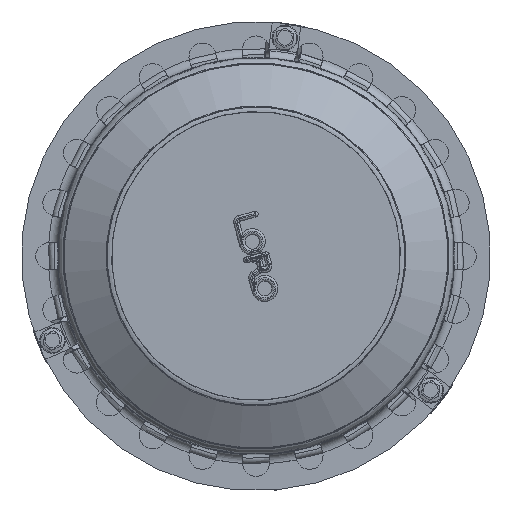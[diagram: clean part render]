
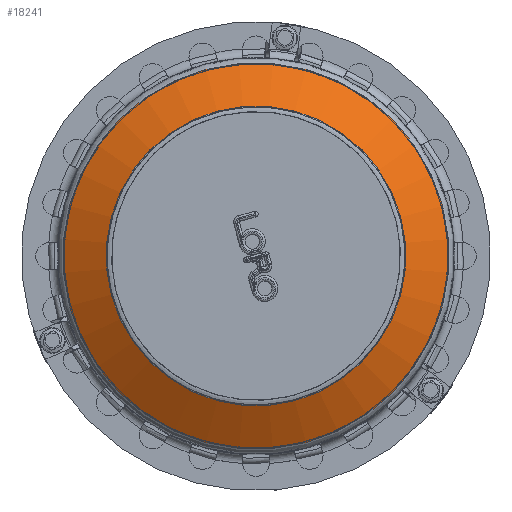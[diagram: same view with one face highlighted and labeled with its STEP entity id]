
A CAD part, top view. The second image highlights one B-rep face of the part: STEP entity #18241.
In plain terms, the highlighted conical face has half-angle 59.744 degrees and reference radius 95.035 mm.
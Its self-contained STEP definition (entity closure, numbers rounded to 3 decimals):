
#2423=FACE_OUTER_BOUND('',#3822,.T.);
#3822=EDGE_LOOP('',(#14482,#14483,#14484,#14485,#14486,#14487));
#5231=CIRCLE('',#22601,83.046);
#5234=CIRCLE('',#22604,83.046);
#5235=CIRCLE('',#22606,107.023);
#5236=CIRCLE('',#22607,107.023);
#6940=VERTEX_POINT('',#40536);
#6941=VERTEX_POINT('',#40537);
#6943=VERTEX_POINT('',#40544);
#6944=VERTEX_POINT('',#40545);
#9568=EDGE_CURVE('',#6940,#6941,#5231,.T.);
#9571=EDGE_CURVE('',#6941,#6940,#5234,.T.);
#9572=EDGE_CURVE('',#6943,#6944,#5235,.T.);
#9573=EDGE_CURVE('',#6944,#6943,#5236,.T.);
#9574=EDGE_CURVE('',#6944,#6941,#19529,.T.);
#14482=ORIENTED_EDGE('',*,*,#9572,.F.);
#14483=ORIENTED_EDGE('',*,*,#9573,.F.);
#14484=ORIENTED_EDGE('',*,*,#9574,.T.);
#14485=ORIENTED_EDGE('',*,*,#9571,.T.);
#14486=ORIENTED_EDGE('',*,*,#9568,.T.);
#14487=ORIENTED_EDGE('',*,*,#9574,.F.);
#17247=CONICAL_SURFACE('',#22605,95.035,1.043);
#18241=ADVANCED_FACE('',(#2423),#17247,.T.);
#19529=LINE('',#40548,#20587);
#20587=VECTOR('',#27613,95.035);
#22601=AXIS2_PLACEMENT_3D('',#40538,#27599,#27600);
#22604=AXIS2_PLACEMENT_3D('',#40542,#27605,#27606);
#22605=AXIS2_PLACEMENT_3D('',#40543,#27607,#27608);
#22606=AXIS2_PLACEMENT_3D('',#40546,#27609,#27610);
#22607=AXIS2_PLACEMENT_3D('',#40547,#27611,#27612);
#27599=DIRECTION('center_axis',(0.,0.,
-1.));
#27600=DIRECTION('ref_axis',(0.259,-0.966,0.));
#27605=DIRECTION('center_axis',(0.,0.,
-1.));
#27606=DIRECTION('ref_axis',(0.259,-0.966,0.));
#27607=DIRECTION('center_axis',(0.,0.,
-1.));
#27608=DIRECTION('ref_axis',(-0.259,0.966,0.));
#27609=DIRECTION('center_axis',(0.,0.,
-1.));
#27610=DIRECTION('ref_axis',(0.259,-0.966,0.));
#27611=DIRECTION('center_axis',(0.,0.,
-1.));
#27612=DIRECTION('ref_axis',(0.259,-0.966,0.));
#27613=DIRECTION('',(-0.224,0.834,0.504));
#40536=CARTESIAN_POINT('',(2739.833,1979.68,380.535));
#40537=CARTESIAN_POINT('',(2841.544,1920.957,380.535));
#40538=CARTESIAN_POINT('Origin',(2820.05,2001.174,380.535));
#40542=CARTESIAN_POINT('Origin',(2820.05,2001.174,380.535));
#40543=CARTESIAN_POINT('Origin',(2820.05,2001.174,373.542));
#40544=CARTESIAN_POINT('',(2716.673,1973.474,366.549));
#40545=CARTESIAN_POINT('',(2847.749,1897.797,366.549));
#40546=CARTESIAN_POINT('Origin',(2820.05,2001.174,366.549));
#40547=CARTESIAN_POINT('Origin',(2820.05,2001.174,366.549));
#40548=CARTESIAN_POINT('',(2844.646,1909.377,373.542));
